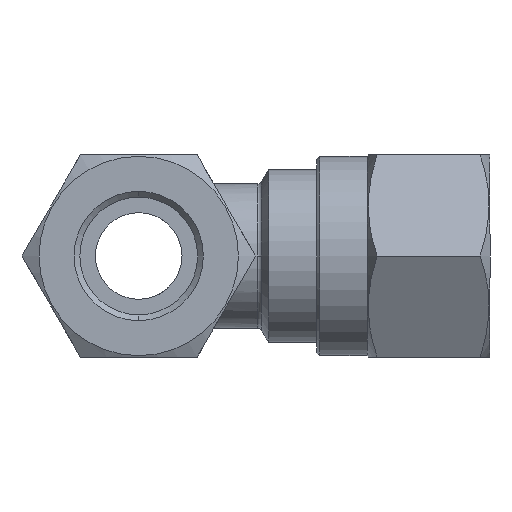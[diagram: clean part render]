
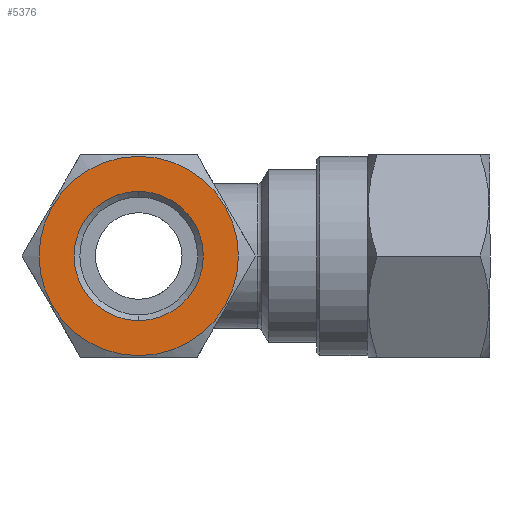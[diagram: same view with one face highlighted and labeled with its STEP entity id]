
A CAD part, left-side view. The second image highlights one B-rep face of the part: STEP entity #5376.
In plain terms, the highlighted planar face has unit normal (-1, 0, 0).
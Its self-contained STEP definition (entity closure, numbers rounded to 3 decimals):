
#576 = PLANE ( 'NONE',  #1480 ) ;
#577 = CARTESIAN_POINT ( 'NONE',  ( -24.324, 6.9, 0. ) ) ;
#578 = DIRECTION ( 'NONE',  ( 1., 0., 0. ) ) ;
#579 = DIRECTION ( 'NONE',  ( 0., 0., -1. ) ) ;
#1242 = FACE_BOUND ( 'NONE', #4461, .T. ) ;
#1243 = FACE_OUTER_BOUND ( 'NONE', #4462, .T. ) ;
#1480 = AXIS2_PLACEMENT_3D ( 'NONE', #577, #578, #579 ) ;
#2097 = CARTESIAN_POINT ( 'NONE',  ( -24.324, 0., 0. ) ) ;
#2098 = DIRECTION ( 'NONE',  ( -1., 0., 0. ) ) ;
#2099 = DIRECTION ( 'NONE',  ( 0., 0., 1. ) ) ;
#2104 = CARTESIAN_POINT ( 'NONE',  ( -24.324, 0., 0. ) ) ;
#2105 = DIRECTION ( 'NONE',  ( 1., 0., 0. ) ) ;
#2106 = DIRECTION ( 'NONE',  ( 0., 0., -1. ) ) ;
#2934 = ORIENTED_EDGE ( 'NONE', *, *, #5150, .T. ) ;
#2935 = ORIENTED_EDGE ( 'NONE', *, *, #4888, .T. ) ;
#2936 = ORIENTED_EDGE ( 'NONE', *, *, #5147, .T. ) ;
#2937 = ORIENTED_EDGE ( 'NONE', *, *, #4886, .T. ) ;
#3437 = CIRCLE ( 'NONE', #3457, 4.475 ) ;
#3452 = CIRCLE ( 'NONE', #3454, 6.9 ) ;
#3454 = AXIS2_PLACEMENT_3D ( 'NONE', #2097, #2098, #2099 ) ;
#3457 = AXIS2_PLACEMENT_3D ( 'NONE', #2104, #2105, #2106 ) ;
#3551 = CARTESIAN_POINT ( 'NONE',  ( -24.324, 0., -6.9 ) ) ;
#3552 = CARTESIAN_POINT ( 'NONE',  ( -24.324, 0., 6.9 ) ) ;
#3553 = CARTESIAN_POINT ( 'NONE',  ( -24.324, 0., 4.475 ) ) ;
#3554 = CARTESIAN_POINT ( 'NONE',  ( -24.324, 0., -4.475 ) ) ;
#3754 = VERTEX_POINT ( 'NONE', #3554 ) ;
#3756 = VERTEX_POINT ( 'NONE', #3553 ) ;
#3758 = VERTEX_POINT ( 'NONE', #3552 ) ;
#3759 = VERTEX_POINT ( 'NONE', #3551 ) ;
#4262 = CARTESIAN_POINT ( 'NONE',  ( -24.324, 0., 0. ) ) ;
#4263 = DIRECTION ( 'NONE',  ( -1., 0., 0. ) ) ;
#4264 = DIRECTION ( 'NONE',  ( 0., 0., 1. ) ) ;
#4277 = CARTESIAN_POINT ( 'NONE',  ( -24.324, 0., 0. ) ) ;
#4278 = DIRECTION ( 'NONE',  ( 1., 0., 0. ) ) ;
#4279 = DIRECTION ( 'NONE',  ( 0., 0., -1. ) ) ;
#4392 = AXIS2_PLACEMENT_3D ( 'NONE', #4277, #4278, #4279 ) ;
#4394 = AXIS2_PLACEMENT_3D ( 'NONE', #4262, #4263, #4264 ) ;
#4399 = CIRCLE ( 'NONE', #4392, 4.475 ) ;
#4401 = CIRCLE ( 'NONE', #4394, 6.9 ) ;
#4461 = EDGE_LOOP ( 'NONE', ( #2934, #2935 ) ) ;
#4462 = EDGE_LOOP ( 'NONE', ( #2937, #2936 ) ) ;
#4886 = EDGE_CURVE ( 'NONE', #3759, #3758, #4401, .T. ) ;
#4888 = EDGE_CURVE ( 'NONE', #3754, #3756, #4399, .T. ) ;
#5147 = EDGE_CURVE ( 'NONE', #3758, #3759, #3452, .T. ) ;
#5150 = EDGE_CURVE ( 'NONE', #3756, #3754, #3437, .T. ) ;
#5376 = ADVANCED_FACE ( 'NONE', ( #1242, #1243 ), #576, .F. ) ;
